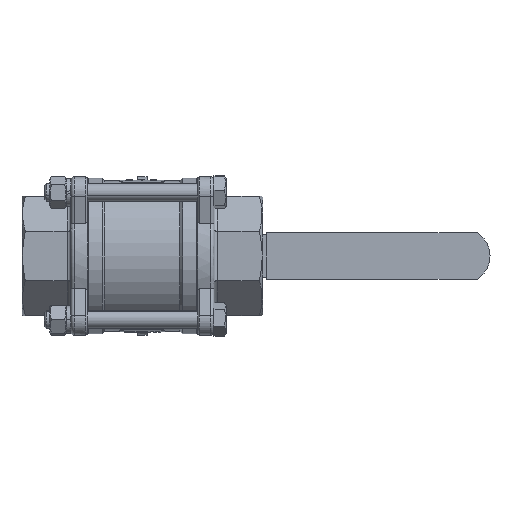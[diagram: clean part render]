
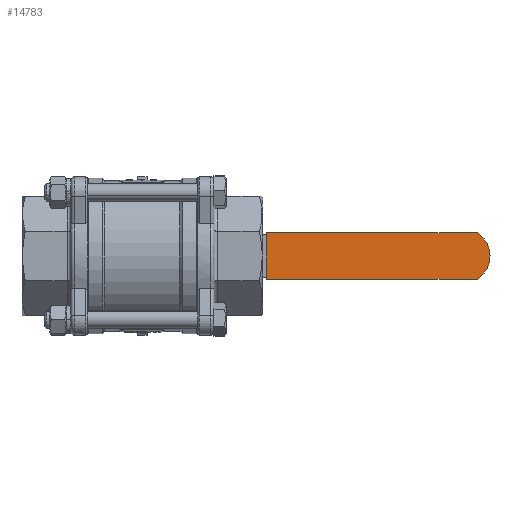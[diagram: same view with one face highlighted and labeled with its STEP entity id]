
A CAD part, front view. The second image highlights one B-rep face of the part: STEP entity #14783.
In plain terms, the highlighted face is planar.
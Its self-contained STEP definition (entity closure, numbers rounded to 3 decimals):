
#1400=LINE('',#22661,#2515);
#1401=LINE('',#22664,#2516);
#1402=LINE('',#22666,#2517);
#2515=VECTOR('',#17940,1000.);
#2516=VECTOR('',#17941,1000.);
#2517=VECTOR('',#17942,1000.);
#4380=ORIENTED_EDGE('',*,*,#8475,.F.);
#4381=ORIENTED_EDGE('',*,*,#8476,.F.);
#4382=ORIENTED_EDGE('',*,*,#8477,.F.);
#4383=ORIENTED_EDGE('',*,*,#8478,.F.);
#8475=EDGE_CURVE('',#10557,#10558,#1400,.T.);
#8476=EDGE_CURVE('',#10559,#10557,#1401,.T.);
#8477=EDGE_CURVE('',#10560,#10559,#1402,.T.);
#8478=EDGE_CURVE('',#10558,#10560,#11811,.T.);
#10557=VERTEX_POINT('',#22662);
#10558=VERTEX_POINT('',#22663);
#10559=VERTEX_POINT('',#22665);
#10560=VERTEX_POINT('',#22667);
#11811=CIRCLE('',#15964,16.);
#12457=EDGE_LOOP('',(#4380,#4381,#4382,#4383));
#13420=FACE_BOUND('',#12457,.T.);
#14270=PLANE('',#15963);
#14783=ADVANCED_FACE('',(#13420),#14270,.T.);
#15963=AXIS2_PLACEMENT_3D('',#22660,#17938,#17939);
#15964=AXIS2_PLACEMENT_3D('',#22668,#17943,#17944);
#17938=DIRECTION('',(0.,0.,-1.));
#17939=DIRECTION('',(-1.,0.,0.));
#17940=DIRECTION('',(1.,0.,0.));
#17941=DIRECTION('',(0.,-1.,0.));
#17942=DIRECTION('',(-1.,0.,0.));
#17943=DIRECTION('',(0.,0.,1.));
#17944=DIRECTION('',(-1.,0.,0.));
#22660=CARTESIAN_POINT('',(113.412,13.5,0.));
#22661=CARTESIAN_POINT('',(122.,0.,0.));
#22662=CARTESIAN_POINT('',(0.,0.,0.));
#22663=CARTESIAN_POINT('',(122.,0.,0.));
#22664=CARTESIAN_POINT('',(0.,0.,0.));
#22665=CARTESIAN_POINT('',(0.,27.,0.));
#22666=CARTESIAN_POINT('',(0.,27.,0.));
#22667=CARTESIAN_POINT('',(122.,27.,0.));
#22668=CARTESIAN_POINT('',(113.412,13.5,0.));
